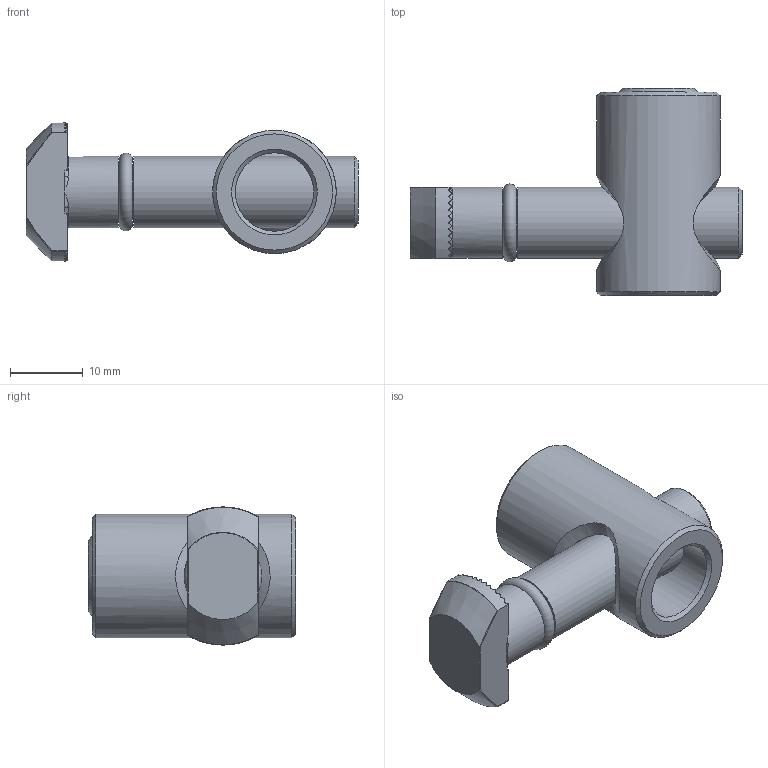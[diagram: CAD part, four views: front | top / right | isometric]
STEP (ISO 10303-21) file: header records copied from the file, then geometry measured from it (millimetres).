
FILE_DESCRIPTION(/* description */ ('Szybkozłączka 90° 45-10'),/* implementation_level */ '2;1');
FILE_NAME(/* name */ '311690.stp',/* time_stamp */ '2022-08-05T13:09:44+02:00',/* author */ ('aluteckkpl_am'),/* organization */ (''),/* preprocessor_version */ 'ST-DEVELOPER v18.1',/* originating_system */ 'Autodesk Inventor 2021',/* authorisation */ '');
FILE_SCHEMA (('CONFIG_CONTROL_DESIGN'));
Length unit declared in the file: millimetre
Products named in the file (2): 311690; 311690_1
Assembly tree (1 placements, depth 2):
  311690
    311690_1
Bounding box: 45.7 x 28.5 x 19 mm (x, y, z)
Volume: 8234.5 mm3; surface area: 5371.7 mm2
Topology: 4 solids, 4 shells, 221 faces, 603 edges, 381 vertices
Faces by surface type: cylinder 102, plane 84, cone 12, bspline 10, torus 8, sphere 5
Full cylindrical faces by diameter (mm): 7.2 x1, 9.8 x2, 10 x2, 10.8 x2, 12 x1, 17 x1
Entity records: 8477 total; most frequent: CARTESIAN_POINT 2829, ORIENTED_EDGE 1196, DIRECTION 1055, EDGE_CURVE 598, AXIS2_PLACEMENT_3D 434, VERTEX_POINT 383, EDGE_LOOP 227, STYLED_ITEM 221
